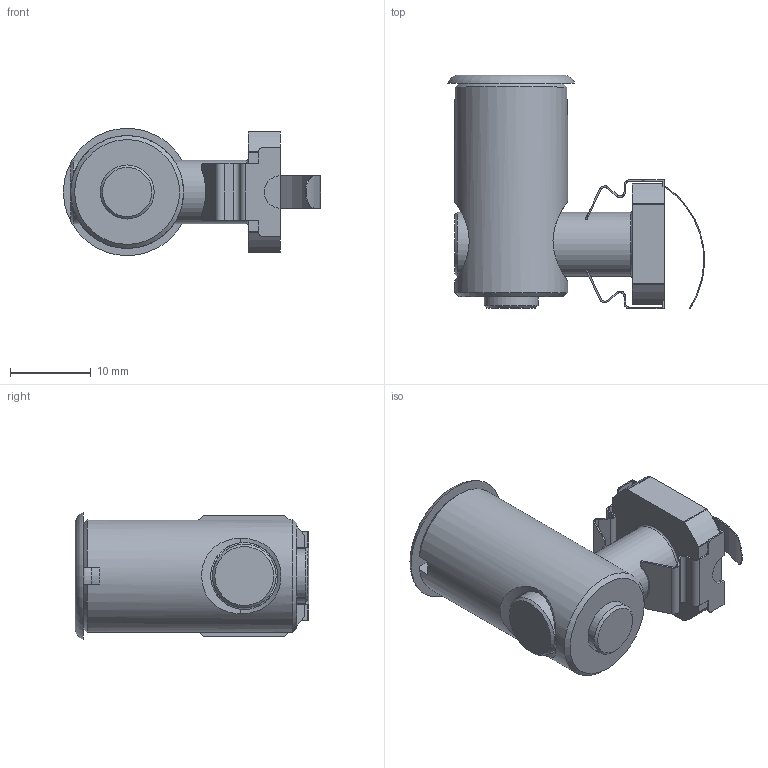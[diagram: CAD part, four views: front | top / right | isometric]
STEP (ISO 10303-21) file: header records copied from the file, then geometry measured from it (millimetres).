
FILE_DESCRIPTION(/* description */ ('STEP AP214'),/* implementation_level */ '2;1');
FILE_NAME(/* name */ '1025175.stp',/* time_stamp */ '2024-05-07T09:06:12+02:00',/* author */ ('b.steehouwer'),/* organization */ ('CADENAS'),/* preprocessor_version */ 'ST-DEVELOPER v18.1',/* originating_system */ 'Autodesk Inventor 2021',/* authorisation */ ' ');
FILE_SCHEMA (('AUTOMOTIVE_DESIGN { 1 0 10303 214 3 1 1 }'));
Length unit declared in the file: millimetre
Products named in the file (6): 1025175; 1025175-1; 1025175-2; 1025175-3; 1025175-4; 1025175-5
Assembly tree (5 placements, depth 2):
  1025175
    1025175-1
    1025175-2
    1025175-3
    1025175-4
    1025175-5
Bounding box: 31.89 x 28.97 x 15.8 mm (x, y, z)
Volume: 5425.1 mm3; surface area: 5216.2 mm2
Topology: 5 solids, 5 shells, 158 faces, 428 edges, 279 vertices
Faces by surface type: plane 79, cylinder 55, cone 17, torus 5, sphere 2
Full cylindrical faces by diameter (mm): 5 x1, 6.7 x1, 7.9 x1, 8 x1, 8.32 x1, 8.5 x1, 10 x1, 14 x1
Entity records: 5543 total; most frequent: CARTESIAN_POINT 1223, DIRECTION 892, ORIENTED_EDGE 850, EDGE_CURVE 425, AXIS2_PLACEMENT_3D 331, VERTEX_POINT 279, LINE 230, VECTOR 230
